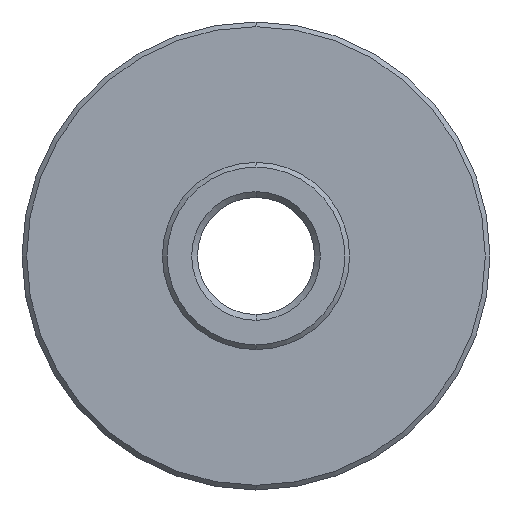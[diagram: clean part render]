
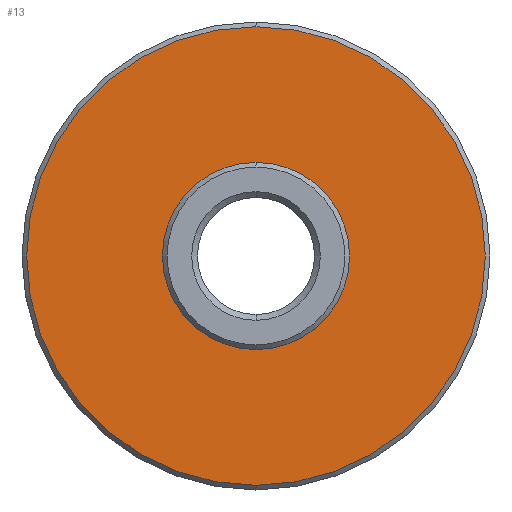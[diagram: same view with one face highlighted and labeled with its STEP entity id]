
A CAD part, left-side view. The second image highlights one B-rep face of the part: STEP entity #13.
In plain terms, the highlighted planar face has unit normal (-1, 0, 0).
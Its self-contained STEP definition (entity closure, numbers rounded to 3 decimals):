
#13 = ADVANCED_FACE ( 'NONE', ( #337, #761 ), #349, .T. ) ;
#39 = CARTESIAN_POINT ( 'NONE',  ( -2.5, 0., -6.2 ) ) ;
#67 = EDGE_LOOP ( 'NONE', ( #274, #571 ) ) ;
#96 = VERTEX_POINT ( 'NONE', #191 ) ;
#109 = CARTESIAN_POINT ( 'NONE',  ( -2.5, 0., -14.2 ) ) ;
#121 = ORIENTED_EDGE ( 'NONE', *, *, #413, .T. ) ;
#139 = EDGE_CURVE ( 'NONE', #212, #730, #808, .T. ) ;
#191 = CARTESIAN_POINT ( 'NONE',  ( -2.5, 0., -0.4 ) ) ;
#212 = VERTEX_POINT ( 'NONE', #39 ) ;
#225 = EDGE_CURVE ( 'NONE', #730, #212, #503, .T. ) ;
#241 = CARTESIAN_POINT ( 'NONE',  ( -2.5, 0., -10.2 ) ) ;
#255 = EDGE_LOOP ( 'NONE', ( #422, #121 ) ) ;
#273 = DIRECTION ( 'NONE',  ( 0., 0., 1. ) ) ;
#274 = ORIENTED_EDGE ( 'NONE', *, *, #139, .F. ) ;
#308 = AXIS2_PLACEMENT_3D ( 'NONE', #698, #679, #273 ) ;
#337 = FACE_OUTER_BOUND ( 'NONE', #255, .T. ) ;
#349 = PLANE ( 'NONE',  #308 ) ;
#352 = CARTESIAN_POINT ( 'NONE',  ( -2.5, 0., -10.2 ) ) ;
#355 = CIRCLE ( 'NONE', #792, 9.8 ) ;
#398 = CARTESIAN_POINT ( 'NONE',  ( -2.5, 0., -20. ) ) ;
#413 = EDGE_CURVE ( 'NONE', #96, #834, #355, .T. ) ;
#422 = ORIENTED_EDGE ( 'NONE', *, *, #517, .T. ) ;
#423 = DIRECTION ( 'NONE',  ( -1., 0., 0. ) ) ;
#429 = DIRECTION ( 'NONE',  ( -1., 0., 0. ) ) ;
#447 = DIRECTION ( 'NONE',  ( 0., 0., 1. ) ) ;
#449 = CIRCLE ( 'NONE', #842, 9.8 ) ;
#503 = CIRCLE ( 'NONE', #809, 4. ) ;
#517 = EDGE_CURVE ( 'NONE', #834, #96, #449, .T. ) ;
#521 = DIRECTION ( 'NONE',  ( -1., 0., 0. ) ) ;
#542 = DIRECTION ( 'NONE',  ( 0., 0., 1. ) ) ;
#571 = ORIENTED_EDGE ( 'NONE', *, *, #225, .F. ) ;
#609 = CARTESIAN_POINT ( 'NONE',  ( -2.5, 0., -10.2 ) ) ;
#640 = DIRECTION ( 'NONE',  ( 0., 0., 1. ) ) ;
#651 = CARTESIAN_POINT ( 'NONE',  ( -2.5, 0., -10.2 ) ) ;
#679 = DIRECTION ( 'NONE',  ( -1., 0., 0. ) ) ;
#698 = CARTESIAN_POINT ( 'NONE',  ( -2.5, 0., -0.2 ) ) ;
#730 = VERTEX_POINT ( 'NONE', #109 ) ;
#761 = FACE_BOUND ( 'NONE', #67, .T. ) ;
#792 = AXIS2_PLACEMENT_3D ( 'NONE', #651, #429, #793 ) ;
#793 = DIRECTION ( 'NONE',  ( 0., 0., 1. ) ) ;
#808 = CIRCLE ( 'NONE', #876, 4. ) ;
#809 = AXIS2_PLACEMENT_3D ( 'NONE', #609, #899, #542 ) ;
#834 = VERTEX_POINT ( 'NONE', #398 ) ;
#842 = AXIS2_PLACEMENT_3D ( 'NONE', #241, #521, #447 ) ;
#876 = AXIS2_PLACEMENT_3D ( 'NONE', #352, #423, #640 ) ;
#899 = DIRECTION ( 'NONE',  ( -1., 0., 0. ) ) ;
